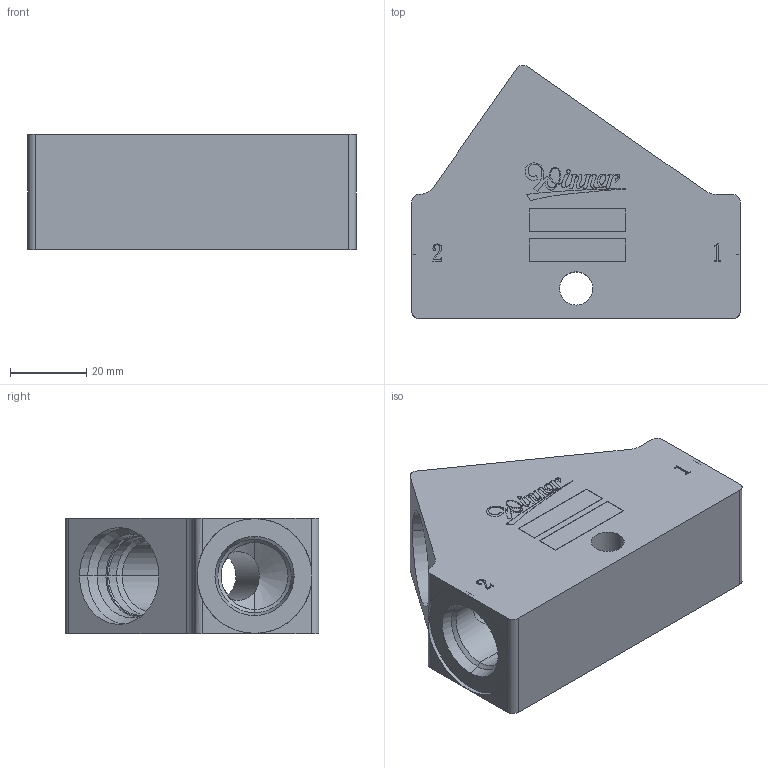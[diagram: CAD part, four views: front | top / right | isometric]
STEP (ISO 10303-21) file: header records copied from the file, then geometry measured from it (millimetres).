
FILE_DESCRIPTION (( 'STEP AP203' ), '1' );
FILE_NAME ('ML-10A2-S08-Z41.STEP', '2026-02-24T06:48:04', ( '' ), ( '' ), 'SwSTEP 2.0', 'SolidWorks 2018', '' );
FILE_SCHEMA (( 'CONFIG_CONTROL_DESIGN' ));
Length unit declared in the file: millimetre
Products named in the file (1): ML-10A2-S08-Z41
Bounding box: 85.9 x 66.31 x 30.2 mm (x, y, z)
Volume: 90706 mm3; surface area: 22423 mm2
Topology: 1 solids, 1 shells, 320 faces, 890 edges, 582 vertices
Faces by surface type: cylinder 179, plane 85, bspline 29, cone 25, torus 2
Entity records: 11483 total; most frequent: CARTESIAN_POINT 3080, ORIENTED_EDGE 1780, DIRECTION 1766, EDGE_CURVE 890, AXIS2_PLACEMENT_3D 664, VERTEX_POINT 582, LINE 438, VECTOR 438
